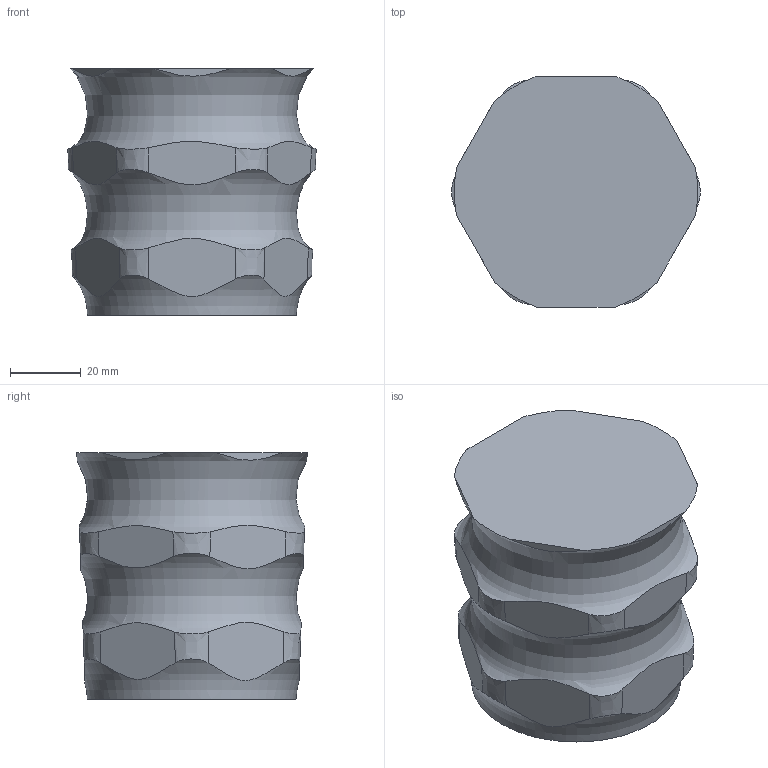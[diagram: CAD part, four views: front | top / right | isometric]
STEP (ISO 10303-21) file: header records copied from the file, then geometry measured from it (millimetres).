
FILE_DESCRIPTION(('FreeCAD Model'),'2;1');
FILE_NAME('Open CASCADE Shape Model','2025-02-15T21:11:56',(''),(''), 'Open CASCADE STEP processor 7.8','FreeCAD','Unknown');
FILE_SCHEMA(('AUTOMOTIVE_DESIGN { 1 0 10303 214 1 1 1 1 }'));
Length unit declared in the file: millimetre
Products named in the file (1): bd2
Bounding box: 70.53 x 65.32 x 70 mm (x, y, z)
Volume: 214329.2 mm3; surface area: 21003.6 mm2
Topology: 1 solids, 1 shells, 35 faces, 113 edges, 80 vertices
Faces by surface type: plane 20, cone 12, revolution 3
Entity records: 10055 total; most frequent: CARTESIAN_POINT 8390, B_SPLINE_CURVE_WITH_KNOTS 312, ORIENTED_EDGE 226, PCURVE 226, DEFINITIONAL_REPRESENTATION 226, EDGE_CURVE 113, SURFACE_CURVE 110, DIRECTION 105
